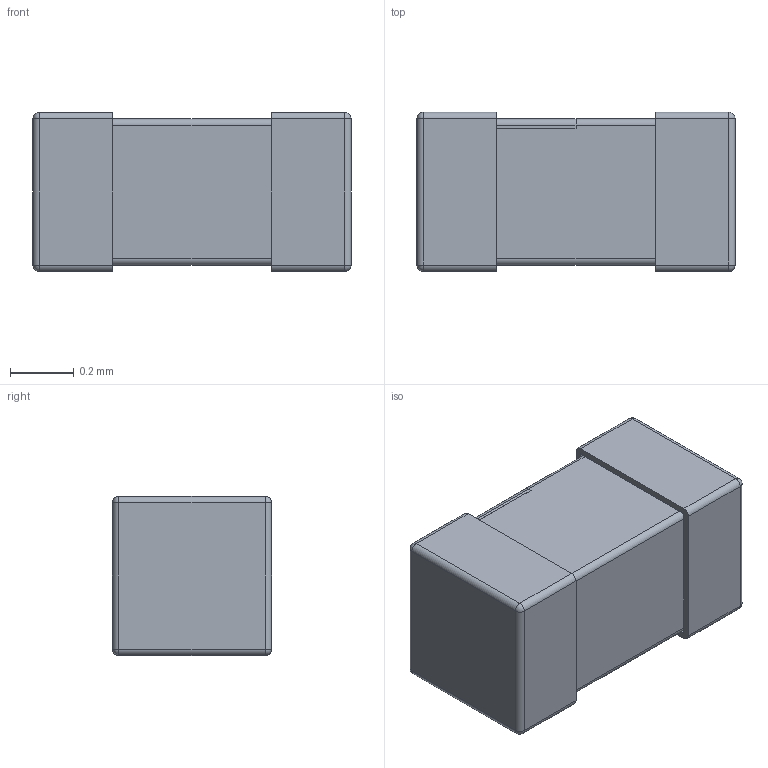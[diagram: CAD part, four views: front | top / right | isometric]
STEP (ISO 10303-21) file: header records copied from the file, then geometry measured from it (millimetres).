
FILE_DESCRIPTION (( 'STEP AP214' ), '1' );
FILE_NAME ('MLG1005SR20JTD25.STEP', '2022-09-07T11:12:14', ( '' ), ( '' ), 'SwSTEP 2.0', 'SolidWorks 2018', '' );
FILE_SCHEMA (( 'AUTOMOTIVE_DESIGN' ));
Length unit declared in the file: millimetre
Products named in the file (1): MLG1005SR20JTD25
Bounding box: 1 x 0.5 x 0.5 mm (x, y, z)
Volume: 0.2 mm3; surface area: 5.4 mm2
Topology: 4 solids, 4 shells, 79 faces, 179 edges, 96 vertices
Faces by surface type: plane 36, cylinder 29, sphere 14
Entity records: 2375 total; most frequent: DIRECTION 383, CARTESIAN_POINT 341, ORIENTED_EDGE 330, EDGE_CURVE 165, AXIS2_PLACEMENT_3D 138, VECTOR 107, LINE 107, VERTEX_POINT 96
